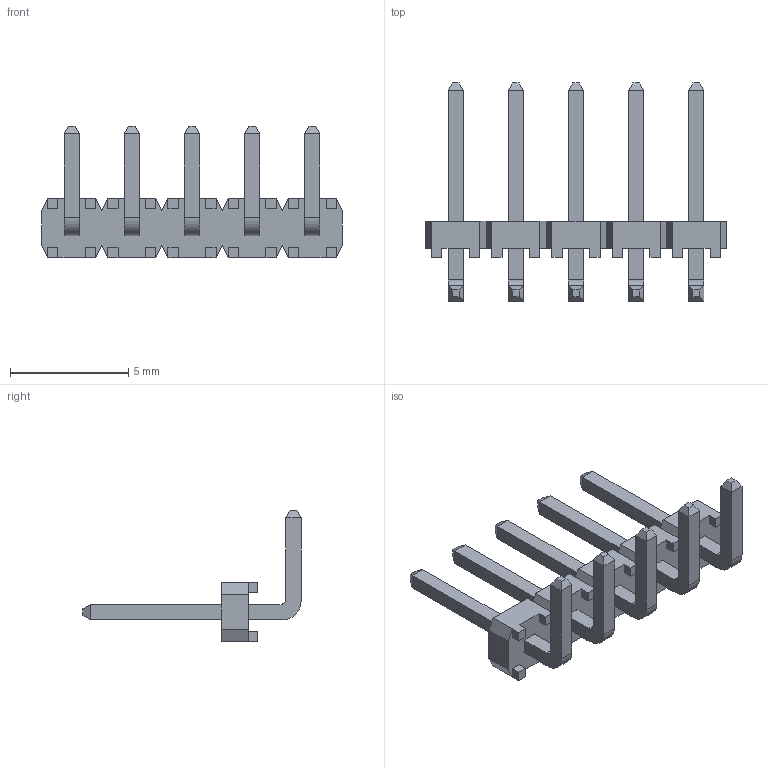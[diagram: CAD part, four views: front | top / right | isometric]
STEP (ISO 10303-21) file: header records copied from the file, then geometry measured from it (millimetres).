
FILE_DESCRIPTION( ( 'STEP AP214' ), ' ' );
FILE_NAME( 'TLW-105-01-T-S-RA(0.495).stp', '2017-09-26T21:24:30', ( '' ), ( '' ), ' ', 'PARTsolutions', ' ' );
FILE_SCHEMA( ( 'AUTOMOTIVE_DESIGN { 1 0 10303 214 1 1 1 1 }' ) );
Length unit declared in the file: inch
Products named in the file (3): TLW-105-01-T-S-RA(0.495); _TLW-105-01-T-S-RA0.495_terminal; _TLW-05-01-S-RA
Assembly tree (2 placements, depth 2):
  TLW-105-01-T-S-RA(0.495)
    _TLW-105-01-T-S-RA0.495_terminal
    _TLW-05-01-S-RA
Bounding box: 12.7 x 9.21 x 5.54 mm (x, y, z)
Volume: 60.4 mm3; surface area: 305.3 mm2
Topology: 2 solids, 2 shells, 250 faces, 648 edges, 412 vertices
Faces by surface type: plane 240, cylinder 10
Entity records: 9486 total; most frequent: CARTESIAN_POINT 1313, ORIENTED_EDGE 1296, DIRECTION 1174, EDGE_CURVE 648, LINE 628, VECTOR 628, VERTEX_POINT 412, AXIS2_PLACEMENT_3D 273
